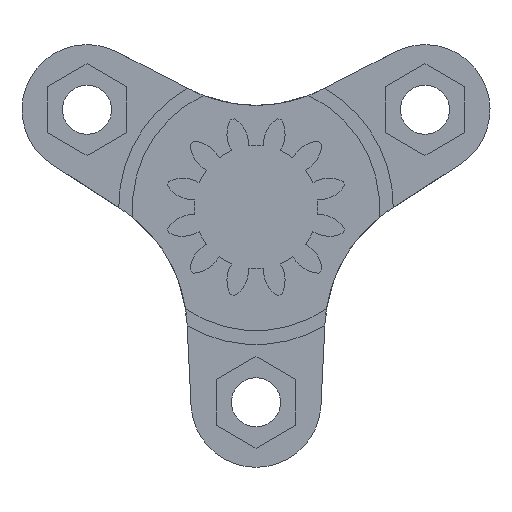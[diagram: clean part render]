
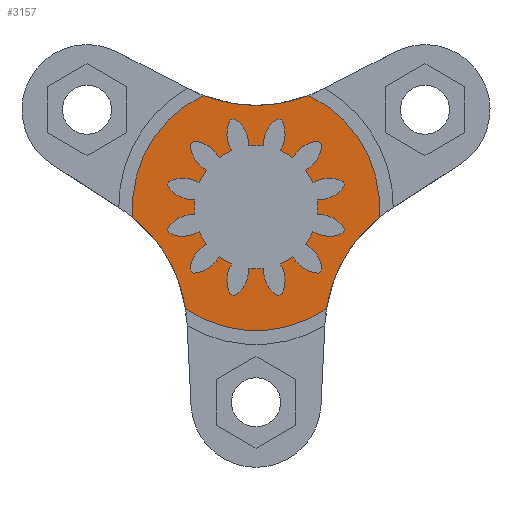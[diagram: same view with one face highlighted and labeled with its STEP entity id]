
A CAD part, front view. The second image highlights one B-rep face of the part: STEP entity #3157.
In plain terms, the highlighted planar face has unit normal (0, -1, 0).
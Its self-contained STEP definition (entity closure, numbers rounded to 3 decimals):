
#2 = VERTEX_POINT ( 'NONE', #1111 ) ;
#53 = CARTESIAN_POINT ( 'NONE',  ( 14.76, -4.5, -8.522 ) ) ;
#66 = ORIENTED_EDGE ( 'NONE', *, *, #675, .T. ) ;
#97 = DIRECTION ( 'NONE',  ( 0., 1., 0. ) ) ;
#173 = DIRECTION ( 'NONE',  ( 0., -1., 0. ) ) ;
#276 = DIRECTION ( 'NONE',  ( 0., 0., -1. ) ) ;
#289 = CARTESIAN_POINT ( 'NONE',  ( 0., -4.5, 17.044 ) ) ;
#303 = CARTESIAN_POINT ( 'NONE',  ( 3.648, -4.5, 7.733 ) ) ;
#339 = ORIENTED_EDGE ( 'NONE', *, *, #888, .T. ) ;
#414 = AXIS2_PLACEMENT_3D ( 'NONE', #3582, #97, #959 ) ;
#436 = FACE_OUTER_BOUND ( 'NONE', #989, .T. ) ;
#543 = DIRECTION ( 'NONE',  ( 0., 1., 0. ) ) ;
#661 = CARTESIAN_POINT ( 'NONE',  ( 0., -4.5, 0. ) ) ;
#663 = VERTEX_POINT ( 'NONE', #967 ) ;
#675 = EDGE_CURVE ( 'NONE', #2263, #663, #2627, .T. ) ;
#711 = VERTEX_POINT ( 'NONE', #1994 ) ;
#715 = DIRECTION ( 'NONE',  ( 0., 0., -1. ) ) ;
#848 = AXIS2_PLACEMENT_3D ( 'NONE', #289, #543, #2547 ) ;
#888 = EDGE_CURVE ( 'NONE', #2, #711, #3591, .T. ) ;
#939 = DIRECTION ( 'NONE',  ( 0., 0., -1. ) ) ;
#959 = DIRECTION ( 'NONE',  ( 0., 0., -1. ) ) ;
#967 = CARTESIAN_POINT ( 'NONE',  ( 4.873, -4.5, -7.025 ) ) ;
#989 = EDGE_LOOP ( 'NONE', ( #3078, #2707, #2955, #1011, #339, #3329, #66 ) ) ;
#1011 = ORIENTED_EDGE ( 'NONE', *, *, #2644, .T. ) ;
#1076 = CARTESIAN_POINT ( 'NONE',  ( 0., -4.5, 0. ) ) ;
#1111 = CARTESIAN_POINT ( 'NONE',  ( -3.648, -4.5, 7.733 ) ) ;
#1171 = DIRECTION ( 'NONE',  ( 0., 0., -1. ) ) ;
#1298 = AXIS2_PLACEMENT_3D ( 'NONE', #661, #3625, #939 ) ;
#1488 = VERTEX_POINT ( 'NONE', #1984 ) ;
#1495 = EDGE_CURVE ( 'NONE', #2591, #1664, #2164, .T. ) ;
#1664 = VERTEX_POINT ( 'NONE', #303 ) ;
#1723 = DIRECTION ( 'NONE',  ( 0., 1., 0. ) ) ;
#1768 = DIRECTION ( 'NONE',  ( 0., 1., 0. ) ) ;
#1820 = CIRCLE ( 'NONE', #2661, 10. ) ;
#1963 = DIRECTION ( 'NONE',  ( 0., -1., 0. ) ) ;
#1984 = CARTESIAN_POINT ( 'NONE',  ( 0., -4.5, 7.044 ) ) ;
#1994 = CARTESIAN_POINT ( 'NONE',  ( -8.521, -4.5, -0.707 ) ) ;
#2067 = CIRCLE ( 'NONE', #848, 10. ) ;
#2094 = CARTESIAN_POINT ( 'NONE',  ( 8.521, -4.5, -0.707 ) ) ;
#2146 = AXIS2_PLACEMENT_3D ( 'NONE', #2345, #1723, #276 ) ;
#2157 = CARTESIAN_POINT ( 'NONE',  ( 0., -4.5, 0. ) ) ;
#2164 = CIRCLE ( 'NONE', #2641, 8.55 ) ;
#2263 = VERTEX_POINT ( 'NONE', #3001 ) ;
#2345 = CARTESIAN_POINT ( 'NONE',  ( -14.76, -4.5, -8.522 ) ) ;
#2422 = PLANE ( 'NONE',  #2549 ) ;
#2443 = CIRCLE ( 'NONE', #2146, 10. ) ;
#2472 = EDGE_CURVE ( 'NONE', #711, #2263, #2443, .T. ) ;
#2547 = DIRECTION ( 'NONE',  ( 0., 0., -1. ) ) ;
#2549 = AXIS2_PLACEMENT_3D ( 'NONE', #2748, #173, #715 ) ;
#2591 = VERTEX_POINT ( 'NONE', #2094 ) ;
#2627 = CIRCLE ( 'NONE', #3299, 8.55 ) ;
#2641 = AXIS2_PLACEMENT_3D ( 'NONE', #1076, #1963, #3444 ) ;
#2644 = EDGE_CURVE ( 'NONE', #1488, #2, #3685, .T. ) ;
#2661 = AXIS2_PLACEMENT_3D ( 'NONE', #53, #1768, #1171 ) ;
#2707 = ORIENTED_EDGE ( 'NONE', *, *, #1495, .T. ) ;
#2748 = CARTESIAN_POINT ( 'NONE',  ( 7.38, -4.5, -4.261 ) ) ;
#2908 = EDGE_CURVE ( 'NONE', #1664, #1488, #2067, .T. ) ;
#2955 = ORIENTED_EDGE ( 'NONE', *, *, #2908, .T. ) ;
#2985 = EDGE_CURVE ( 'NONE', #663, #2591, #1820, .T. ) ;
#3001 = CARTESIAN_POINT ( 'NONE',  ( -4.873, -4.5, -7.025 ) ) ;
#3004 = DIRECTION ( 'NONE',  ( 0., -1., 0. ) ) ;
#3066 = DIRECTION ( 'NONE',  ( 0., 0., -1. ) ) ;
#3078 = ORIENTED_EDGE ( 'NONE', *, *, #2985, .T. ) ;
#3157 = ADVANCED_FACE ( 'NONE', ( #436 ), #2422, .T. ) ;
#3299 = AXIS2_PLACEMENT_3D ( 'NONE', #2157, #3004, #3066 ) ;
#3329 = ORIENTED_EDGE ( 'NONE', *, *, #2472, .T. ) ;
#3444 = DIRECTION ( 'NONE',  ( 0., 0., -1. ) ) ;
#3582 = CARTESIAN_POINT ( 'NONE',  ( 0., -4.5, 17.044 ) ) ;
#3591 = CIRCLE ( 'NONE', #1298, 8.55 ) ;
#3625 = DIRECTION ( 'NONE',  ( 0., -1., 0. ) ) ;
#3685 = CIRCLE ( 'NONE', #414, 10. ) ;
